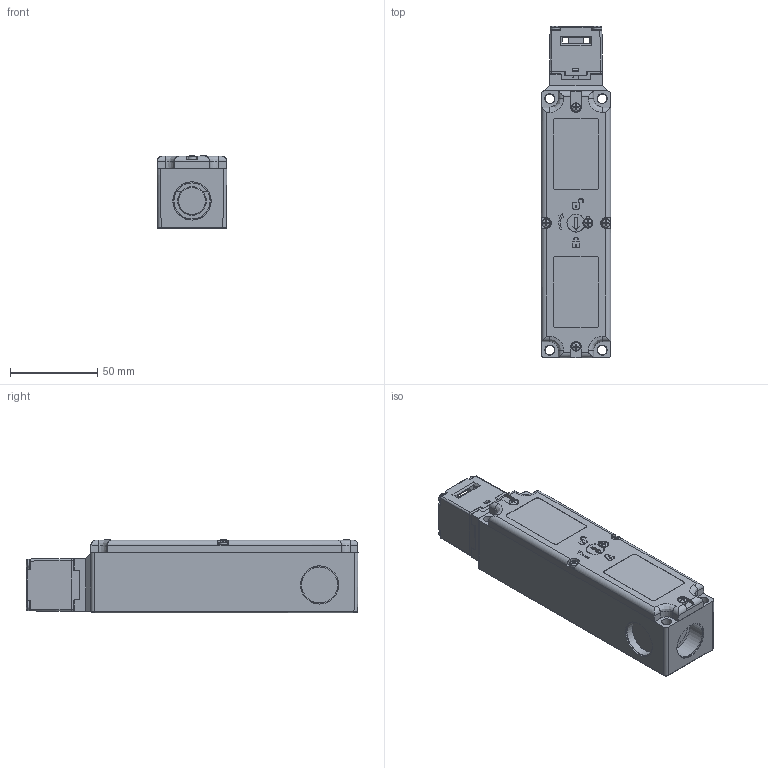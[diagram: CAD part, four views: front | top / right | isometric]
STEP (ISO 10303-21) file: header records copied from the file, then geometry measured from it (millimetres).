
FILE_DESCRIPTION (( 'STEP AP214' ), '1' );
FILE_NAME ('FEP5KP1FA8-024M.STEP', '2023-05-04T11:07:01', ( '' ), ( '' ), 'SwSTEP 2.0', 'SolidWorks 2021', '' );
FILE_SCHEMA (( 'AUTOMOTIVE_DESIGN' ));
Length unit declared in the file: inch
Products named in the file (1): FEP5KP1FA8-024M
Bounding box: 40 x 190.13 x 41.88 mm (x, y, z)
Volume: 208600.3 mm3; surface area: 102926.5 mm2
Topology: 14 solids, 14 shells, 1964 faces, 5270 edges, 3401 vertices
Faces by surface type: plane 1095, cone 349, cylinder 301, bspline 217, torus 2
Full cylindrical faces by diameter (mm): 1.5 x1, 2.5 x4, 2.9 x9, 4.3 x1, 6.6 x1, 6.8 x1, 6.958 x1, 10 x1, 12 x1, 17 x1, 20.3 x1, 20.588 x2, 20.618 x1, 21.869 x3, 24 x1, 25 x1
Entity records: 70242 total; most frequent: CARTESIAN_POINT 24640, ORIENTED_EDGE 10094, DIRECTION 8377, EDGE_CURVE 5047, VERTEX_POINT 3323, AXIS2_PLACEMENT_3D 2831, LINE 2715, VECTOR 2715
